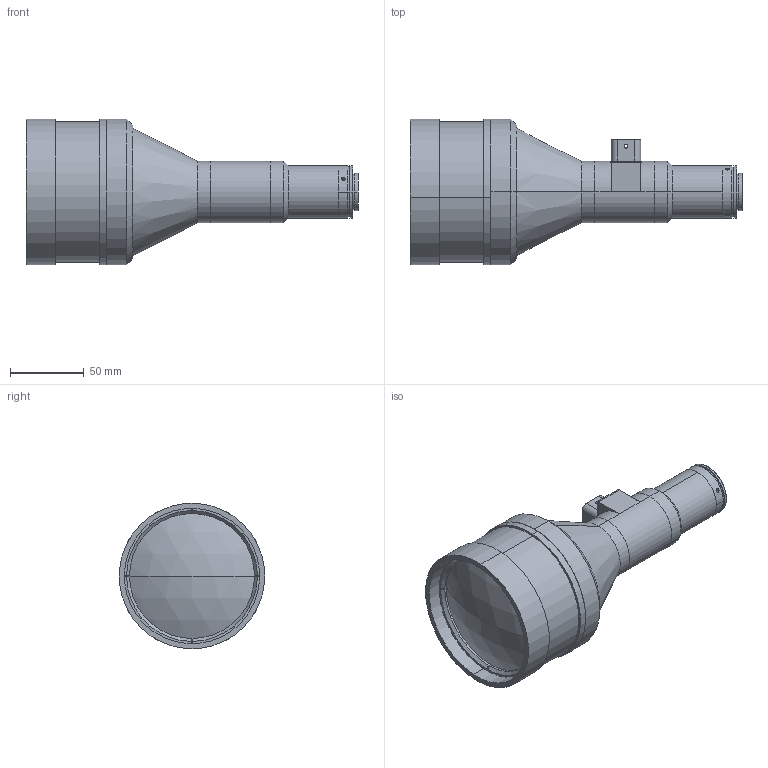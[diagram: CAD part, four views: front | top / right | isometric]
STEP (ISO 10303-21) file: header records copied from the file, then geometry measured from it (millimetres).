
FILE_DESCRIPTION (( 'STEP AP203' ), '1' );
FILE_NAME ('XF-5MDT016X178D.STEP', '2016-11-09T05:19:24', ( 'Lxtx999.CoM' ), ( 'Lxtx999.CoM' ), 'SwSTEP 2.0', 'SolidWorks 2014', '' );
FILE_SCHEMA (( 'CONFIG_CONTROL_DESIGN' ));
Length unit declared in the file: millimetre
Products named in the file (1): XF-5MDT016X178D
Bounding box: 225.76 x 99 x 99 mm (x, y, z)
Surface area: 70018.1 mm2 (no closed solid volume)
Topology: 0 solids, 15 shells, 143 faces, 388 edges, 260 vertices
Faces by surface type: cylinder 73, plane 54, cone 12, sphere 4
Entity records: 4903 total; most frequent: CARTESIAN_POINT 1120, DIRECTION 846, ORIENTED_EDGE 664, EDGE_CURVE 388, AXIS2_PLACEMENT_3D 338, VERTEX_POINT 260, CIRCLE 194, EDGE_LOOP 174
